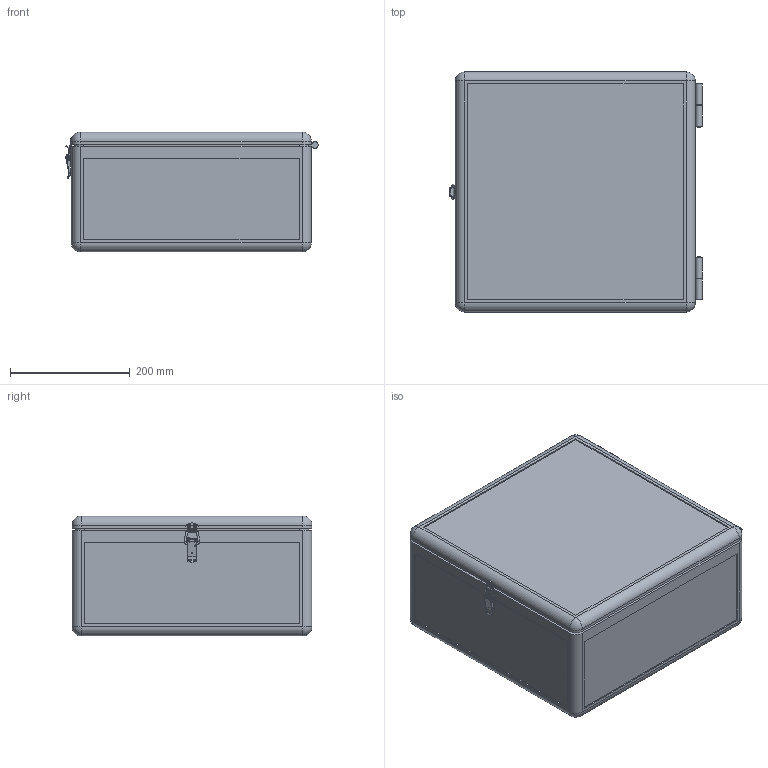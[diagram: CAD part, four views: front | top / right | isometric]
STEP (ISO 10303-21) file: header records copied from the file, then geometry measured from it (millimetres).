
FILE_DESCRIPTION (( 'STEP AP203' ), '1' );
FILE_NAME ('CHB-510A-STP.step', '2024-11-27T08:06:45', ( '' ), ( '' ), 'SwSTEP 2.0', 'SolidWorks 2011', '' );
FILE_SCHEMA (( 'CONFIG_CONTROL_DESIGN' ));
Length unit declared in the file: millimetre
Products named in the file (4): CHB-510A-STP; plate_set; door; box
Assembly tree (3 placements, depth 2):
  CHB-510A-STP
    door
    plate_set
    box
Bounding box: 420.6 x 400 x 200 mm (x, y, z)
Volume: 2747696.8 mm3; surface area: 1830657.3 mm2
Topology: 5 solids, 5 shells, 1881 faces, 4894 edges, 3089 vertices
Faces by surface type: plane 1404, cylinder 373, sphere 54, bspline 30, cone 16, torus 4
Entity records: 61439 total; most frequent: CARTESIAN_POINT 14988, ORIENTED_EDGE 9676, DIRECTION 9194, EDGE_CURVE 4838, LINE 3894, VECTOR 3894, VERTEX_POINT 3089, AXIS2_PLACEMENT_3D 2650
